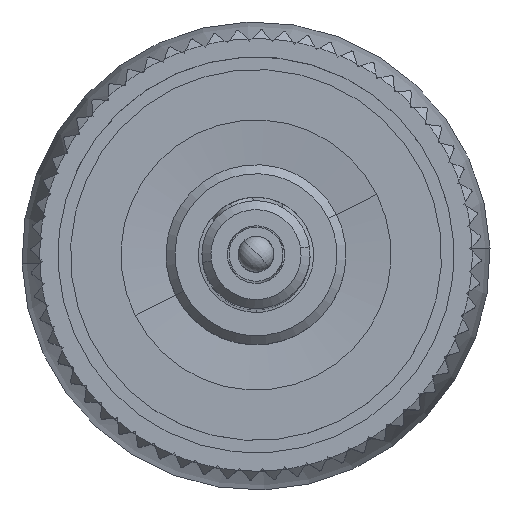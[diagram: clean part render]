
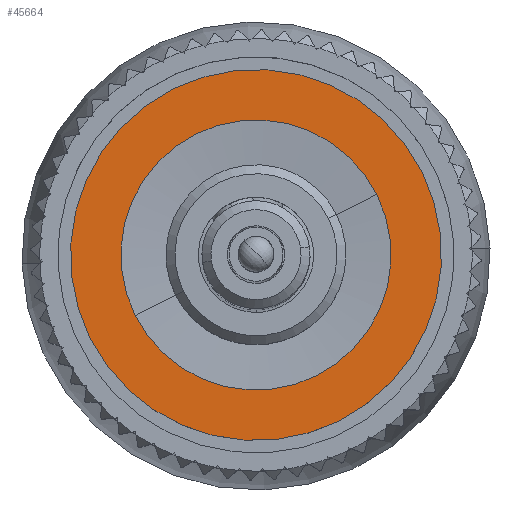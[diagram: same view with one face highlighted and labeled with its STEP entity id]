
A CAD part, top view. The second image highlights one B-rep face of the part: STEP entity #45664.
In plain terms, the highlighted planar face has unit normal (0, 0, 1).
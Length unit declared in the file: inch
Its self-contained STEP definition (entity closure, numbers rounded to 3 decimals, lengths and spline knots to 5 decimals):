
#4931 = DIRECTION ( 'NONE',  ( 0., 0., 1. ) ) ;
#4932 = CARTESIAN_POINT ( 'NONE',  ( -1.10936, -1.615, -0.75681 ) ) ;
#4933 = AXIS2_PLACEMENT_3D ( 'NONE', #4932, #4931, #4989 ) ;
#4934 = PLANE ( 'NONE',  #4933 ) ;
#4952 = FACE_BOUND ( 'NONE', #45672, .T. ) ;
#4953 = FACE_OUTER_BOUND ( 'NONE', #45665, .T. ) ;
#4977 = DIRECTION ( 'NONE',  ( 0.894, 0.448, 0. ) ) ;
#4978 = DIRECTION ( 'NONE',  ( 0., 0., -1. ) ) ;
#4979 = CARTESIAN_POINT ( 'NONE',  ( -1.10936, -1.615, -0.75681 ) ) ;
#4980 = AXIS2_PLACEMENT_3D ( 'NONE', #4979, #4978, #4977 ) ;
#4981 = CIRCLE ( 'NONE', #4980, 0.40551 ) ;
#4982 = CARTESIAN_POINT ( 'NONE',  ( -1.4719, -1.79667, -0.75681 ) ) ;
#4983 = CARTESIAN_POINT ( 'NONE',  ( -0.74683, -1.43332, -0.75681 ) ) ;
#4984 = DIRECTION ( 'NONE',  ( 0.894, 0.448, 0. ) ) ;
#4985 = DIRECTION ( 'NONE',  ( 0., 0., -1. ) ) ;
#4986 = CARTESIAN_POINT ( 'NONE',  ( -1.10936, -1.615, -0.75681 ) ) ;
#4987 = AXIS2_PLACEMENT_3D ( 'NONE', #4986, #4985, #4984 ) ;
#4988 = CIRCLE ( 'NONE', #4987, 0.40551 ) ;
#4989 = DIRECTION ( 'NONE',  ( 0.894, 0.448, 0. ) ) ;
#5044 = CARTESIAN_POINT ( 'NONE',  ( -1.37335, -1.74729, -0.75681 ) ) ;
#5172 = DIRECTION ( 'NONE',  ( 0.894, 0.448, 0. ) ) ;
#5173 = DIRECTION ( 'NONE',  ( 0., 0., 1. ) ) ;
#5174 = AXIS2_PLACEMENT_3D ( 'NONE', #5181, #5173, #5172 ) ;
#5175 = CIRCLE ( 'NONE', #5174, 0.29528 ) ;
#5181 = CARTESIAN_POINT ( 'NONE',  ( -1.10936, -1.615, -0.75681 ) ) ;
#5231 = CARTESIAN_POINT ( 'NONE',  ( -0.84538, -1.48271, -0.75681 ) ) ;
#5232 = DIRECTION ( 'NONE',  ( 0.894, 0.448, 0. ) ) ;
#5233 = DIRECTION ( 'NONE',  ( 0., 0., 1. ) ) ;
#5234 = AXIS2_PLACEMENT_3D ( 'NONE', #5240, #5233, #5232 ) ;
#5235 = CIRCLE ( 'NONE', #5234, 0.29528 ) ;
#5240 = CARTESIAN_POINT ( 'NONE',  ( -1.10936, -1.615, -0.75681 ) ) ;
#45664 = ADVANCED_FACE ( 'NONE', ( #4953, #4952 ), #4934, .T. ) ;
#45665 = EDGE_LOOP ( 'NONE', ( #45666, #45670 ) ) ;
#45666 = ORIENTED_EDGE ( 'NONE', *, *, #45667, .F. ) ;
#45667 = EDGE_CURVE ( 'NONE', #45668, #45669, #4988, .T. ) ;
#45668 = VERTEX_POINT ( 'NONE', #4983 ) ;
#45669 = VERTEX_POINT ( 'NONE', #4982 ) ;
#45670 = ORIENTED_EDGE ( 'NONE', *, *, #45671, .F. ) ;
#45671 = EDGE_CURVE ( 'NONE', #45669, #45668, #4981, .T. ) ;
#45672 = EDGE_LOOP ( 'NONE', ( #45673, #45728 ) ) ;
#45673 = ORIENTED_EDGE ( 'NONE', *, *, #45727, .F. ) ;
#45687 = VERTEX_POINT ( 'NONE', #5044 ) ;
#45727 = EDGE_CURVE ( 'NONE', #45741, #45687, #5175, .T. ) ;
#45728 = ORIENTED_EDGE ( 'NONE', *, *, #45740, .F. ) ;
#45740 = EDGE_CURVE ( 'NONE', #45687, #45741, #5235, .T. ) ;
#45741 = VERTEX_POINT ( 'NONE', #5231 ) ;
